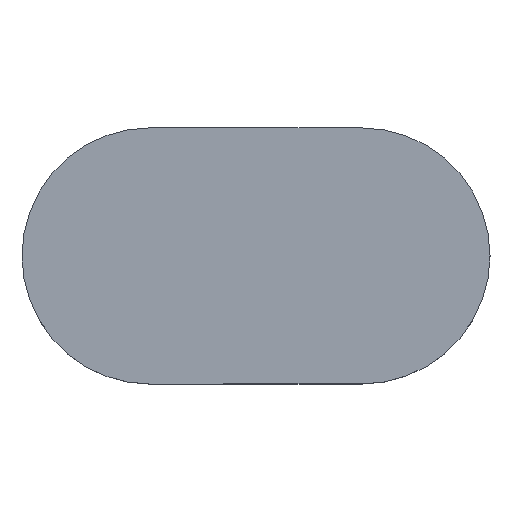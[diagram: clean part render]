
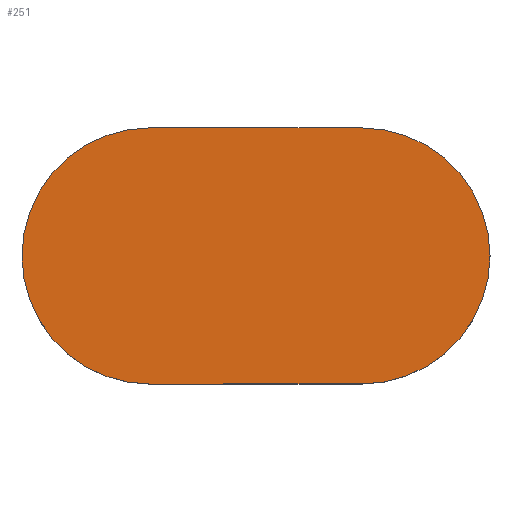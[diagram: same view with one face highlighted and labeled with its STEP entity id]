
A CAD part, top view. The second image highlights one B-rep face of the part: STEP entity #251.
In plain terms, the highlighted planar face has unit normal (0, 0, 1).
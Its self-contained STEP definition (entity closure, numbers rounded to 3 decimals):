
#29=PLANE('',#299);
#47=FACE_OUTER_BOUND('',#67,.T.);
#67=EDGE_LOOP('',(#215,#216,#217,#218));
#81=LINE('',#435,#95);
#85=LINE('',#447,#99);
#95=VECTOR('',#361,10.);
#99=VECTOR('',#373,10.);
#114=CIRCLE('',#294,17.507);
#116=CIRCLE('',#298,17.529);
#131=VERTEX_POINT('',#432);
#132=VERTEX_POINT('',#434);
#134=VERTEX_POINT('',#440);
#136=VERTEX_POINT('',#446);
#157=EDGE_CURVE('',#132,#131,#81,.T.);
#160=EDGE_CURVE('',#134,#132,#114,.T.);
#163=EDGE_CURVE('',#136,#134,#85,.T.);
#166=EDGE_CURVE('',#131,#136,#116,.T.);
#215=ORIENTED_EDGE('',*,*,#166,.T.);
#216=ORIENTED_EDGE('',*,*,#163,.T.);
#217=ORIENTED_EDGE('',*,*,#160,.T.);
#218=ORIENTED_EDGE('',*,*,#157,.T.);
#251=ADVANCED_FACE('',(#47),#29,.T.);
#294=AXIS2_PLACEMENT_3D('',#441,#367,#368);
#298=AXIS2_PLACEMENT_3D('',#451,#379,#380);
#299=AXIS2_PLACEMENT_3D('',#452,#381,#382);
#361=DIRECTION('',(-1.,0.001,0.));
#367=DIRECTION('center_axis',(0.,0.,1.));
#368=DIRECTION('ref_axis',(0.001,-1.,0.));
#373=DIRECTION('',(1.,0.001,0.));
#379=DIRECTION('center_axis',(0.,0.,1.));
#380=DIRECTION('ref_axis',(0.005,1.,0.));
#381=DIRECTION('center_axis',(0.,0.,1.));
#382=DIRECTION('ref_axis',(1.,0.,0.));
#432=CARTESIAN_POINT('',(17.439,35.028,8.));
#434=CARTESIAN_POINT('',(46.513,35.007,8.));
#435=CARTESIAN_POINT('',(17.439,35.028,8.));
#440=CARTESIAN_POINT('',(46.513,-0.007,8.));
#441=CARTESIAN_POINT('Origin',(46.5,17.5,8.));
#446=CARTESIAN_POINT('',(17.439,-0.028,8.));
#447=CARTESIAN_POINT('',(17.439,-0.028,8.));
#451=CARTESIAN_POINT('Origin',(17.5,17.5,8.));
#452=CARTESIAN_POINT('Origin',(31.989,17.5,8.));
